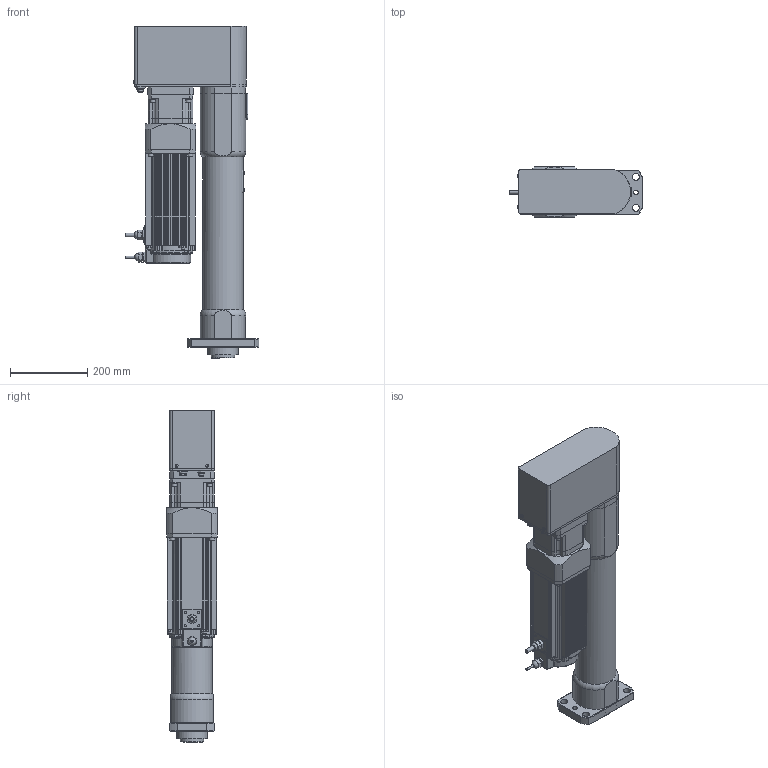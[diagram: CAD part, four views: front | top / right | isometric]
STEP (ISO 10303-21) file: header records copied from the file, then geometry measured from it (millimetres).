
FILE_DESCRIPTION(/* description */ (''),/* implementation_level */ '2;1');
FILE_NAME(/* name */ 'DPS-501R5-30FB(-P)(DS-P115_P116)_OUTLINE.stp',/* time_stamp */ '2024-05-10T17:20:50+09:00',/* author */ ('y-mizuno'),/* organization */ (''),/* preprocessor_version */ 'ST-DEVELOPER v19.2',/* originating_system */ 'Autodesk Inventor 2023',/* authorisation */ '');
FILE_SCHEMA (('CONFIG_CONTROL_DESIGN'));
Products named in the file (3): DPS-501R5-30FB(-P)(DS-P115_P116)_OUTLINE_20240510; DPS-501R5-30FB(DS-P115)_BODY1; DPS-501R4J-30FB-CE(DS-P078)_可動部
Assembly tree (2 placements, depth 2):
  DPS-501R5-30FB(-P)(DS-P115_P116)_OUTLINE_20240510
    DPS-501R5-30FB(DS-P115)_BODY1
    DPS-501R4J-30FB-CE(DS-P078)_可動部
Bounding box: 345.51 x 130 x 860 mm (x, y, z)
Volume: 17939216.9 mm3; surface area: 1018503 mm2
Topology: 2 solids, 2 shells, 1650 faces, 4252 edges, 2734 vertices
Faces by surface type: plane 1009, cylinder 365, bspline 155, cone 61, torus 42, sphere 18
Full cylindrical faces by diameter (mm): 1 x7, 1.2 x3, 1.4 x3, 2.459 x1, 3 x1, 3.2 x4, 4 x5, 4.134 x1, 5 x1, 6 x7, 6.647 x6, 6.75 x2, 8 x13, 8.5 x6, 9 x4, 9.5 x2, 10 x1, 10.6 x1, 10.7 x1, 11 x2, 12 x3, 13 x20, 14 x12, 16 x2, 18 x7, 35 x1, 60 x3, 61 x1, 64 x1, 68 x1
Entity records: 57384 total; most frequent: CARTESIAN_POINT 16275, ORIENTED_EDGE 8430, DIRECTION 7719, EDGE_CURVE 4215, VERTEX_POINT 2734, AXIS2_PLACEMENT_3D 2575, LINE 2569, VECTOR 2569
